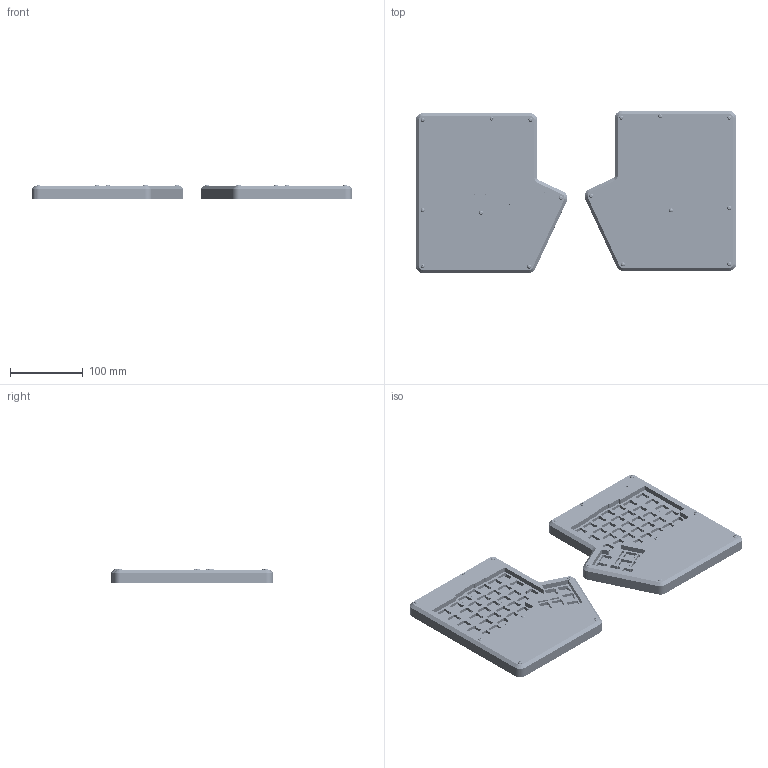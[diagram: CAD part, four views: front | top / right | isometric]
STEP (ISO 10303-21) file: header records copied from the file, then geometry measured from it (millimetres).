
FILE_DESCRIPTION(/* description */ (''),/* implementation_level */ '2;1');
FILE_NAME(/* name */ 'ergodox_modified_wood.step',/* time_stamp */ '2019-04-16T22:32:31+02:00',/* author */ ('jan.d.hadl'),/* organization */ (''),/* preprocessor_version */ 'ST-DEVELOPER v18',/* originating_system */ 'Autodesk Translation Framework v8.2.0.1029',/* authorisation */ '');
FILE_SCHEMA (('AUTOMOTIVE_DESIGN { 1 0 10303 214 3 1 1 }'));
Products named in the file (3): Ergodox Case; Screws; 91239A121
Assembly tree (17 placements, depth 3):
  Ergodox Case
    Screws
      91239A121  x8
    91239A121  x8
Bounding box: 440.81 x 223.05 x 20.04 mm (x, y, z)
Volume: 934511.4 mm3; surface area: 409554.2 mm2
Topology: 22 solids, 22 shells, 3544 faces, 10213 edges, 6767 vertices
Faces by surface type: plane 2030, cylinder 1342, cone 124, bspline 32, sphere 16
Full cylindrical faces by diameter (mm): 2.35 x576, 3 x591, 5.7 x16
Entity records: 75672 total; most frequent: CARTESIAN_POINT 17907, ORIENTED_EDGE 12628, DIRECTION 10837, EDGE_CURVE 6314, LINE 5781, VECTOR 5781, VERTEX_POINT 4203, AXIS2_PLACEMENT_3D 2528
